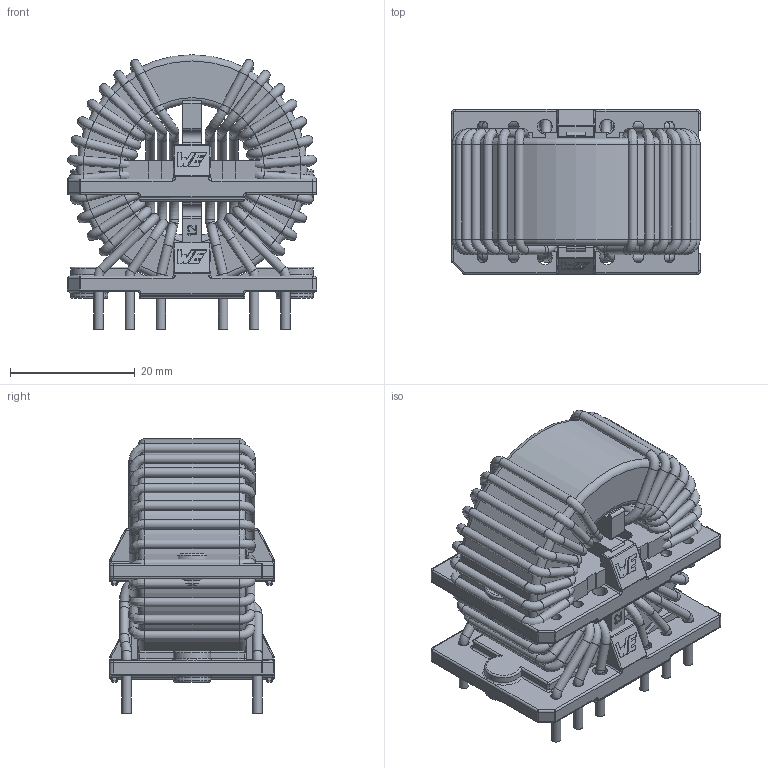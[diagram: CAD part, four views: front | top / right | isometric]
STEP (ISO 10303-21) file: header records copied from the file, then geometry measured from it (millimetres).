
FILE_DESCRIPTION( ( 'Unknown' ), '1' );
FILE_NAME( '744806xxxx_48x27x42_trifilar_without pins.stp', 'Unknown', ( 'Unknown' ), ( 'Unknown' ), 'PSStep 14.0', 'Unknown', ' ' );
FILE_SCHEMA( ( 'AUTOMOTIVE_DESIGN { 1 0 10303 214 1 1 1 1 }' ) );
Length unit declared in the file: millimetre
Products named in the file (6): Assem1; Core_cased_XXL; base-type-xxl; spacer-type-xxl; turns_trifilar
Bounding box: 40 x 26.5 x 44.1 mm (x, y, z)
Volume: 39059.8 mm3; surface area: 33334.3 mm2
Topology: 10 solids, 10 shells, 1468 faces, 3614 edges, 2156 vertices
Faces by surface type: cylinder 514, plane 502, torus 268, bspline 144, sphere 40
Full cylindrical faces by diameter (mm): 1.5 x248, 1.7 x16, 2.4 x8, 6 x4, 21.2 x2, 37 x2
Entity records: 39571 total; most frequent: CARTESIAN_POINT 16591, DIRECTION 3191, ORIENTED_EDGE 2866, EDGE_CURVE 1433, AXIS2_PLACEMENT_3D 1216, EDGE_LOOP 1085, STYLED_ITEM 1050, PRESENTATION_STYLE_ASSIGNMENT 1050
